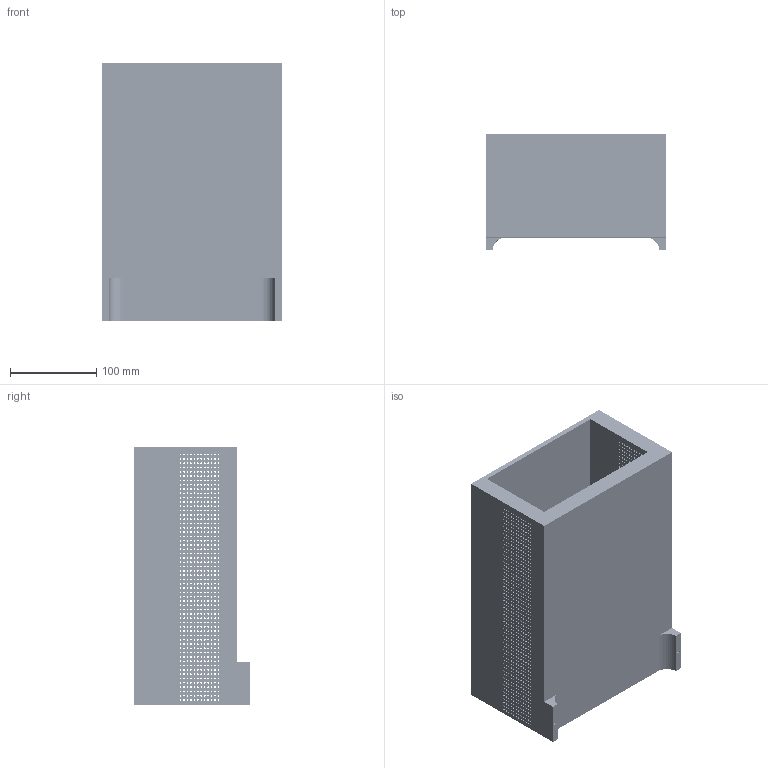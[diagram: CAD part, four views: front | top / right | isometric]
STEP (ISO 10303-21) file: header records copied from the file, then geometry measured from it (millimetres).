
FILE_DESCRIPTION(/* description */ ('STEP AP214'),/* implementation_level */ '2;1');
FILE_NAME(/* name */ '68f976f1aa05e6786c12da51',/* time_stamp */ '2025-10-23T00:29:38Z',/* author */ (''),/* organization */ (''),/* preprocessor_version */ 'ST-DEVELOPER v20',/* originating_system */ 'ONSHAPE BY PTC INC, 1.205',/* authorisation */ ' ');
FILE_SCHEMA (('AUTOMOTIVE_DESIGN {1 0 10303 214 3 1 1}'));
Length unit declared in the file: metre
Products named in the file (1): Part 1
Bounding box: 210 x 134.5 x 300 mm (x, y, z)
Volume: 2816095.6 mm3; surface area: 585183.2 mm2
Topology: 1 solids, 1 shells, 1401 faces, 4884 edges, 3488 vertices
Faces by surface type: cylinder 1384, plane 17
Full cylindrical faces by diameter (mm): 2 x1380, 4 x2
Entity records: 47530 total; most frequent: DIRECTION 8378, CARTESIAN_POINT 7000, ORIENTED_EDGE 5612, EDGE_LOOP 5546, FACE_BOUND 5546, AXIS2_PLACEMENT_3D 4170, EDGE_CURVE 2806, VERTEX_POINT 2792
